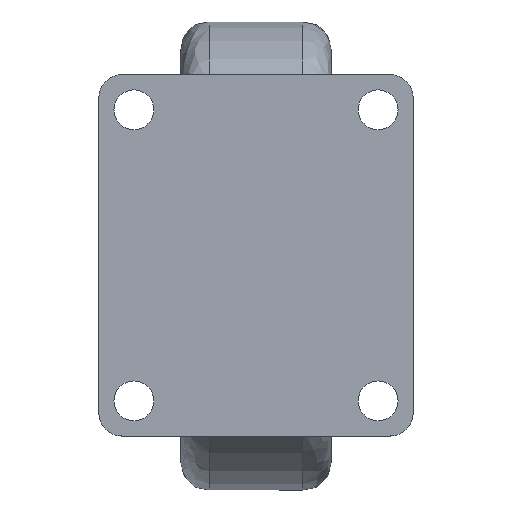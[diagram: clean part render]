
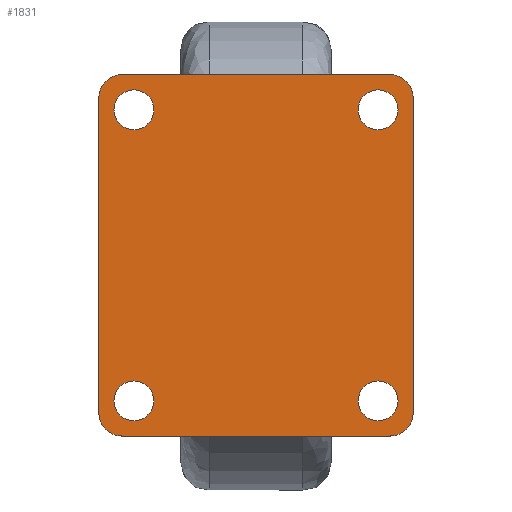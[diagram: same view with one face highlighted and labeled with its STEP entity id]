
A CAD part, top view. The second image highlights one B-rep face of the part: STEP entity #1831.
In plain terms, the highlighted planar face has unit normal (0, 0, 1).
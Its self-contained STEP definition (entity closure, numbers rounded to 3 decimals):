
#11 = DIRECTION ( 'NONE',  ( 0., 0., -1. ) ) ;
#23 = CARTESIAN_POINT ( 'NONE',  ( -26., -31., 136. ) ) ;
#51 = ORIENTED_EDGE ( 'NONE', *, *, #2997, .T. ) ;
#98 = ORIENTED_EDGE ( 'NONE', *, *, #3318, .T. ) ;
#202 = EDGE_CURVE ( 'NONE', #3388, #991, #1166, .T. ) ;
#210 = DIRECTION ( 'NONE',  ( 1., 0., 0. ) ) ;
#332 = EDGE_LOOP ( 'NONE', ( #3783, #3491 ) ) ;
#352 = VERTEX_POINT ( 'NONE', #5291 ) ;
#357 = CARTESIAN_POINT ( 'NONE',  ( 26., 31., 136. ) ) ;
#441 = CIRCLE ( 'NONE', #927, 5. ) ;
#447 = CARTESIAN_POINT ( 'NONE',  ( 33.5, -14.25, 136. ) ) ;
#825 = CARTESIAN_POINT ( 'NONE',  ( -26., 31., 136. ) ) ;
#837 = CARTESIAN_POINT ( 'NONE',  ( 28.5, -38.5, 136. ) ) ;
#840 = ORIENTED_EDGE ( 'NONE', *, *, #6420, .T. ) ;
#927 = AXIS2_PLACEMENT_3D ( 'NONE', #3289, #5604, #2237 ) ;
#935 = DIRECTION ( 'NONE',  ( 0., 1., 0. ) ) ;
#964 = EDGE_CURVE ( 'NONE', #7354, #2144, #441, .T. ) ;
#976 = ORIENTED_EDGE ( 'NONE', *, *, #2101, .T. ) ;
#991 = VERTEX_POINT ( 'NONE', #5911 ) ;
#1097 = AXIS2_PLACEMENT_3D ( 'NONE', #2016, #6059, #3739 ) ;
#1166 = CIRCLE ( 'NONE', #6004, 4.25 ) ;
#1179 = ORIENTED_EDGE ( 'NONE', *, *, #5556, .T. ) ;
#1285 = PLANE ( 'NONE',  #6801 ) ;
#1359 = CIRCLE ( 'NONE', #1097, 4.25 ) ;
#1467 = EDGE_LOOP ( 'NONE', ( #6350, #98 ) ) ;
#1477 = EDGE_CURVE ( 'NONE', #4702, #1661, #6359, .T. ) ;
#1483 = EDGE_CURVE ( 'NONE', #6139, #5637, #5910, .T. ) ;
#1534 = DIRECTION ( 'NONE',  ( 1., 0., 0. ) ) ;
#1640 = AXIS2_PLACEMENT_3D ( 'NONE', #4320, #1951, #1980 ) ;
#1661 = VERTEX_POINT ( 'NONE', #3358 ) ;
#1687 = VECTOR ( 'NONE', #4777, 1000. ) ;
#1710 = CARTESIAN_POINT ( 'NONE',  ( 30.25, -31., 136. ) ) ;
#1769 = ORIENTED_EDGE ( 'NONE', *, *, #3703, .T. ) ;
#1773 = CARTESIAN_POINT ( 'NONE',  ( 26., -31., 136. ) ) ;
#1788 = CARTESIAN_POINT ( 'NONE',  ( -33.5, 33.5, 136. ) ) ;
#1831 = ADVANCED_FACE ( 'NONE', ( #5171, #2528, #3129, #2088, #6335 ), #1285, .T. ) ;
#1859 = CARTESIAN_POINT ( 'NONE',  ( 0., -14.25, 136. ) ) ;
#1867 = CARTESIAN_POINT ( 'NONE',  ( 0., -38.5, 136. ) ) ;
#1893 = CARTESIAN_POINT ( 'NONE',  ( -28.5, -33.5, 136. ) ) ;
#1912 = CARTESIAN_POINT ( 'NONE',  ( 28.5, -33.5, 136. ) ) ;
#1927 = CARTESIAN_POINT ( 'NONE',  ( -33.5, -14.25, 136. ) ) ;
#1943 = DIRECTION ( 'NONE',  ( 1., 0., 0. ) ) ;
#1951 = DIRECTION ( 'NONE',  ( 0., 0., -1. ) ) ;
#1960 = ORIENTED_EDGE ( 'NONE', *, *, #1477, .T. ) ;
#1980 = DIRECTION ( 'NONE',  ( 1., 0., 0. ) ) ;
#2016 = CARTESIAN_POINT ( 'NONE',  ( -26., -31., 136. ) ) ;
#2088 = FACE_BOUND ( 'NONE', #332, .T. ) ;
#2101 = EDGE_CURVE ( 'NONE', #3940, #2540, #2326, .T. ) ;
#2144 = VERTEX_POINT ( 'NONE', #1788 ) ;
#2209 = CARTESIAN_POINT ( 'NONE',  ( 33.5, -33.5, 136. ) ) ;
#2237 = DIRECTION ( 'NONE',  ( 1., 0., 0. ) ) ;
#2262 = VECTOR ( 'NONE', #210, 1000. ) ;
#2297 = ORIENTED_EDGE ( 'NONE', *, *, #3468, .T. ) ;
#2299 = CARTESIAN_POINT ( 'NONE',  ( 33.5, 33.5, 136. ) ) ;
#2302 = CIRCLE ( 'NONE', #6040, 4.25 ) ;
#2326 = CIRCLE ( 'NONE', #5870, 4.25 ) ;
#2373 = AXIS2_PLACEMENT_3D ( 'NONE', #1893, #5347, #6452 ) ;
#2403 = DIRECTION ( 'NONE',  ( 0., 0., 1. ) ) ;
#2413 = LINE ( 'NONE', #2656, #3372 ) ;
#2528 = FACE_BOUND ( 'NONE', #2807, .T. ) ;
#2540 = VERTEX_POINT ( 'NONE', #6269 ) ;
#2628 = DIRECTION ( 'NONE',  ( 0., 0., -1. ) ) ;
#2656 = CARTESIAN_POINT ( 'NONE',  ( 0., 38.5, 136. ) ) ;
#2706 = DIRECTION ( 'NONE',  ( 0., 0., 1. ) ) ;
#2736 = CARTESIAN_POINT ( 'NONE',  ( 26., -31., 136. ) ) ;
#2751 = VECTOR ( 'NONE', #935, 1000. ) ;
#2755 = DIRECTION ( 'NONE',  ( 0., 0., -1. ) ) ;
#2798 = CARTESIAN_POINT ( 'NONE',  ( -30.25, 31., 136. ) ) ;
#2807 = EDGE_LOOP ( 'NONE', ( #1179, #976 ) ) ;
#2891 = EDGE_CURVE ( 'NONE', #6058, #7354, #2413, .T. ) ;
#2898 = CIRCLE ( 'NONE', #6241, 4.25 ) ;
#2997 = EDGE_CURVE ( 'NONE', #7008, #6058, #6061, .T. ) ;
#3038 = CARTESIAN_POINT ( 'NONE',  ( 28.5, 38.5, 136. ) ) ;
#3065 = ORIENTED_EDGE ( 'NONE', *, *, #4859, .T. ) ;
#3129 = FACE_BOUND ( 'NONE', #3911, .T. ) ;
#3182 = LINE ( 'NONE', #1927, #1687 ) ;
#3238 = DIRECTION ( 'NONE',  ( 1., 0., 0. ) ) ;
#3289 = CARTESIAN_POINT ( 'NONE',  ( -28.5, 33.5, 136. ) ) ;
#3318 = EDGE_CURVE ( 'NONE', #991, #3388, #2302, .T. ) ;
#3358 = CARTESIAN_POINT ( 'NONE',  ( -21.75, 31., 136. ) ) ;
#3372 = VECTOR ( 'NONE', #4908, 1000. ) ;
#3388 = VERTEX_POINT ( 'NONE', #1710 ) ;
#3424 = DIRECTION ( 'NONE',  ( 1., 0., 0. ) ) ;
#3468 = EDGE_CURVE ( 'NONE', #2144, #352, #3182, .T. ) ;
#3491 = ORIENTED_EDGE ( 'NONE', *, *, #3643, .T. ) ;
#3643 = EDGE_CURVE ( 'NONE', #4079, #4290, #5040, .T. ) ;
#3703 = EDGE_CURVE ( 'NONE', #5637, #7008, #4243, .T. ) ;
#3739 = DIRECTION ( 'NONE',  ( 1., 0., 0. ) ) ;
#3783 = ORIENTED_EDGE ( 'NONE', *, *, #7167, .T. ) ;
#3869 = CARTESIAN_POINT ( 'NONE',  ( -28.5, 38.5, 136. ) ) ;
#3881 = CIRCLE ( 'NONE', #1640, 4.25 ) ;
#3894 = EDGE_CURVE ( 'NONE', #352, #5329, #5658, .T. ) ;
#3911 = EDGE_LOOP ( 'NONE', ( #3065, #1960 ) ) ;
#3940 = VERTEX_POINT ( 'NONE', #7082 ) ;
#3984 = DIRECTION ( 'NONE',  ( 0., 0., -1. ) ) ;
#4079 = VERTEX_POINT ( 'NONE', #6869 ) ;
#4112 = ORIENTED_EDGE ( 'NONE', *, *, #964, .T. ) ;
#4130 = DIRECTION ( 'NONE',  ( 1., 0., 0. ) ) ;
#4158 = DIRECTION ( 'NONE',  ( 0., 0., -1. ) ) ;
#4161 = DIRECTION ( 'NONE',  ( 0., 0., -1. ) ) ;
#4243 = LINE ( 'NONE', #447, #2751 ) ;
#4290 = VERTEX_POINT ( 'NONE', #6698 ) ;
#4320 = CARTESIAN_POINT ( 'NONE',  ( -26., 31., 136. ) ) ;
#4430 = CARTESIAN_POINT ( 'NONE',  ( 28.5, 33.5, 136. ) ) ;
#4702 = VERTEX_POINT ( 'NONE', #2798 ) ;
#4714 = CARTESIAN_POINT ( 'NONE',  ( 26., 31., 136. ) ) ;
#4777 = DIRECTION ( 'NONE',  ( 0., -1., 0. ) ) ;
#4859 = EDGE_CURVE ( 'NONE', #1661, #4702, #3881, .T. ) ;
#4908 = DIRECTION ( 'NONE',  ( -1., 0., 0. ) ) ;
#4957 = ORIENTED_EDGE ( 'NONE', *, *, #1483, .T. ) ;
#5040 = CIRCLE ( 'NONE', #7000, 4.25 ) ;
#5096 = AXIS2_PLACEMENT_3D ( 'NONE', #1912, #7074, #4130 ) ;
#5171 = FACE_BOUND ( 'NONE', #1467, .T. ) ;
#5200 = ORIENTED_EDGE ( 'NONE', *, *, #2891, .T. ) ;
#5270 = LINE ( 'NONE', #1867, #2262 ) ;
#5291 = CARTESIAN_POINT ( 'NONE',  ( -33.5, -33.5, 136. ) ) ;
#5329 = VERTEX_POINT ( 'NONE', #6569 ) ;
#5347 = DIRECTION ( 'NONE',  ( 0., 0., 1. ) ) ;
#5408 = AXIS2_PLACEMENT_3D ( 'NONE', #4430, #2706, #6189 ) ;
#5556 = EDGE_CURVE ( 'NONE', #2540, #3940, #1359, .T. ) ;
#5604 = DIRECTION ( 'NONE',  ( 0., 0., 1. ) ) ;
#5637 = VERTEX_POINT ( 'NONE', #2209 ) ;
#5658 = CIRCLE ( 'NONE', #2373, 5. ) ;
#5749 = ORIENTED_EDGE ( 'NONE', *, *, #3894, .T. ) ;
#5807 = DIRECTION ( 'NONE',  ( 1., 0., 0. ) ) ;
#5819 = DIRECTION ( 'NONE',  ( 1., 0., 0. ) ) ;
#5870 = AXIS2_PLACEMENT_3D ( 'NONE', #23, #3984, #6279 ) ;
#5910 = CIRCLE ( 'NONE', #5096, 5. ) ;
#5911 = CARTESIAN_POINT ( 'NONE',  ( 21.75, -31., 136. ) ) ;
#6004 = AXIS2_PLACEMENT_3D ( 'NONE', #1773, #11, #3424 ) ;
#6040 = AXIS2_PLACEMENT_3D ( 'NONE', #2736, #2755, #3238 ) ;
#6058 = VERTEX_POINT ( 'NONE', #3038 ) ;
#6059 = DIRECTION ( 'NONE',  ( 0., 0., -1. ) ) ;
#6061 = CIRCLE ( 'NONE', #5408, 5. ) ;
#6139 = VERTEX_POINT ( 'NONE', #837 ) ;
#6189 = DIRECTION ( 'NONE',  ( 1., 0., 0. ) ) ;
#6241 = AXIS2_PLACEMENT_3D ( 'NONE', #4714, #4161, #5807 ) ;
#6269 = CARTESIAN_POINT ( 'NONE',  ( -21.75, -31., 136. ) ) ;
#6279 = DIRECTION ( 'NONE',  ( 1., 0., 0. ) ) ;
#6335 = FACE_OUTER_BOUND ( 'NONE', #6759, .T. ) ;
#6350 = ORIENTED_EDGE ( 'NONE', *, *, #202, .T. ) ;
#6359 = CIRCLE ( 'NONE', #6607, 4.25 ) ;
#6420 = EDGE_CURVE ( 'NONE', #5329, #6139, #5270, .T. ) ;
#6452 = DIRECTION ( 'NONE',  ( 1., 0., 0. ) ) ;
#6569 = CARTESIAN_POINT ( 'NONE',  ( -28.5, -38.5, 136. ) ) ;
#6607 = AXIS2_PLACEMENT_3D ( 'NONE', #825, #4158, #1943 ) ;
#6698 = CARTESIAN_POINT ( 'NONE',  ( 30.25, 31., 136. ) ) ;
#6759 = EDGE_LOOP ( 'NONE', ( #5200, #4112, #2297, #5749, #840, #4957, #1769, #51 ) ) ;
#6801 = AXIS2_PLACEMENT_3D ( 'NONE', #1859, #2403, #5819 ) ;
#6869 = CARTESIAN_POINT ( 'NONE',  ( 21.75, 31., 136. ) ) ;
#7000 = AXIS2_PLACEMENT_3D ( 'NONE', #357, #2628, #1534 ) ;
#7008 = VERTEX_POINT ( 'NONE', #2299 ) ;
#7074 = DIRECTION ( 'NONE',  ( 0., 0., 1. ) ) ;
#7082 = CARTESIAN_POINT ( 'NONE',  ( -30.25, -31., 136. ) ) ;
#7167 = EDGE_CURVE ( 'NONE', #4290, #4079, #2898, .T. ) ;
#7354 = VERTEX_POINT ( 'NONE', #3869 ) ;
